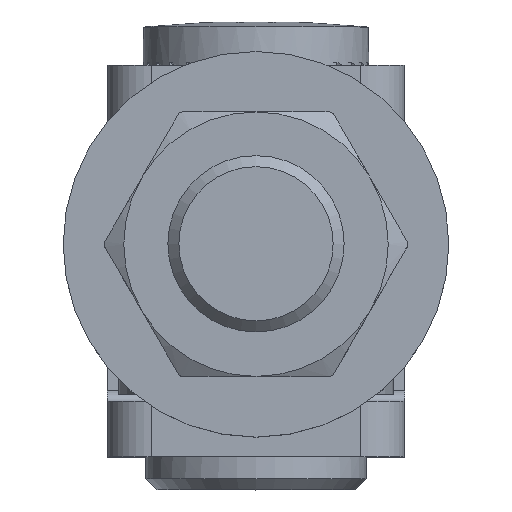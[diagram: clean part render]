
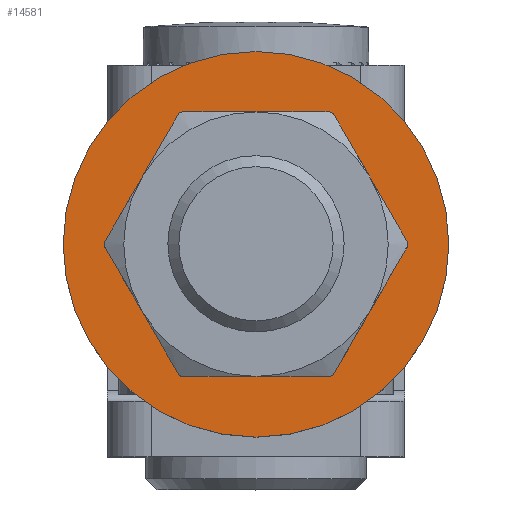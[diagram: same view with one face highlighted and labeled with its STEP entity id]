
A CAD part, top view. The second image highlights one B-rep face of the part: STEP entity #14581.
In plain terms, the highlighted planar face has unit normal (0, 0, 1).
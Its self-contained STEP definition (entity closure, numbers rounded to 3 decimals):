
#1115 = DIRECTION ( 'NONE',  ( 0., 0., 1. ) ) ;
#2775 = AXIS2_PLACEMENT_3D ( 'NONE', #15810, #7263, #15745 ) ;
#2782 = CARTESIAN_POINT ( 'NONE',  ( 0., 0., 1.25 ) ) ;
#3247 = EDGE_CURVE ( 'NONE', #13805, #13805, #4437, .T. ) ;
#3571 = DIRECTION ( 'NONE',  ( 0., 0., 1. ) ) ;
#4070 = FACE_OUTER_BOUND ( 'NONE', #5756, .T. ) ;
#4386 = CARTESIAN_POINT ( 'NONE',  ( 17.5, 0., 1.25 ) ) ;
#4437 = CIRCLE ( 'NONE', #12125, 8.5 ) ;
#5542 = ORIENTED_EDGE ( 'NONE', *, *, #3247, .F. ) ;
#5756 = EDGE_LOOP ( 'NONE', ( #16764 ) ) ;
#6236 = FACE_BOUND ( 'NONE', #9971, .T. ) ;
#7263 = DIRECTION ( 'NONE',  ( 0., 0., 1. ) ) ;
#7808 = PLANE ( 'NONE',  #19351 ) ;
#9971 = EDGE_LOOP ( 'NONE', ( #5542 ) ) ;
#10437 = EDGE_CURVE ( 'NONE', #18654, #18654, #14047, .T. ) ;
#12125 = AXIS2_PLACEMENT_3D ( 'NONE', #2782, #1115, #13279 ) ;
#12949 = CARTESIAN_POINT ( 'NONE',  ( 8.5, 0., 1.25 ) ) ;
#13279 = DIRECTION ( 'NONE',  ( 1., 0., 0. ) ) ;
#13805 = VERTEX_POINT ( 'NONE', #12949 ) ;
#14047 = CIRCLE ( 'NONE', #2775, 17.5 ) ;
#14581 = ADVANCED_FACE ( 'NONE', ( #4070, #6236 ), #7808, .T. ) ;
#15745 = DIRECTION ( 'NONE',  ( 1., 0., 0. ) ) ;
#15810 = CARTESIAN_POINT ( 'NONE',  ( 0., 0., 1.25 ) ) ;
#16764 = ORIENTED_EDGE ( 'NONE', *, *, #10437, .T. ) ;
#17345 = CARTESIAN_POINT ( 'NONE',  ( 0., 0., 1.25 ) ) ;
#18654 = VERTEX_POINT ( 'NONE', #4386 ) ;
#19351 = AXIS2_PLACEMENT_3D ( 'NONE', #17345, #3571, #19734 ) ;
#19734 = DIRECTION ( 'NONE',  ( 1., 0., 0. ) ) ;
